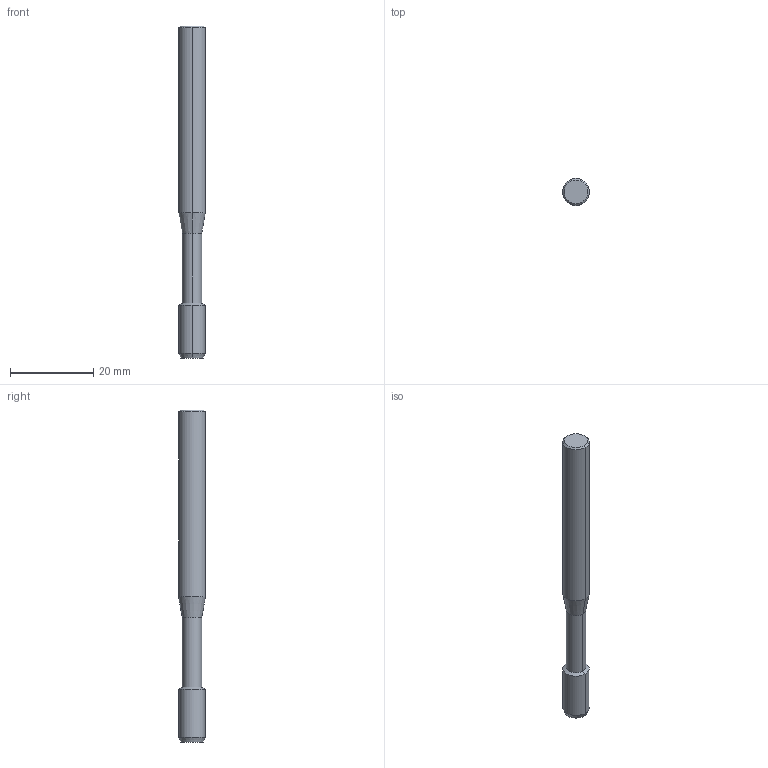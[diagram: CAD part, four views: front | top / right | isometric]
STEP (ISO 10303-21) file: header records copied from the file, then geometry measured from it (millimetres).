
FILE_DESCRIPTION(('no description'),'unknown implementation level');
FILE_NAME('solid7XlbyDCnHAhXSmpSfA6mbkW_IOY_1.STP',' ',('CIMSOURCE GmbH'),('CADClick - KiM GmbH - www.kimweb.de'),'unknown preprocess','ACIS','unknown authorization');
FILE_SCHEMA(('automotive_design'));
Length unit declared in the file: millimetre
Products named in the file (2): NOCUT; CUT
Bounding box: 6.48 x 6.48 x 80 mm (x, y, z)
Volume: 2305.5 mm3; surface area: 1963.8 mm2
Topology: 2 solids, 2 shells, 39 faces, 89 edges, 54 vertices
Faces by surface type: cylinder 18, cone 12, plane 9
Entity records: 2372 total; most frequent: CARTESIAN_POINT 404, DIRECTION 199, STYLED_ITEM 184, PRESENTATION_STYLE_ASSIGNMENT 184, COLOUR_RGB 184, ORIENTED_EDGE 178, EDGE_CURVE 89, CURVE_STYLE 89
